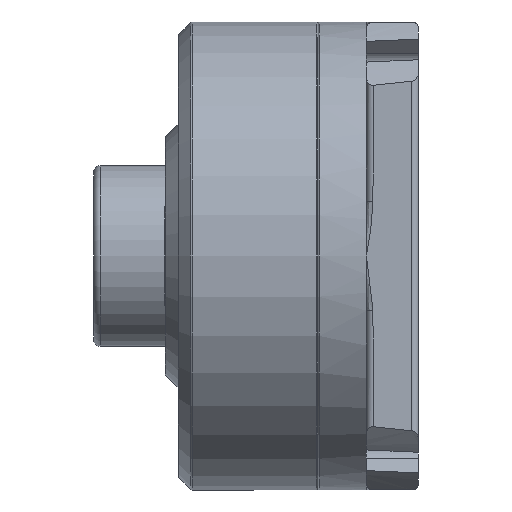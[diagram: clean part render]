
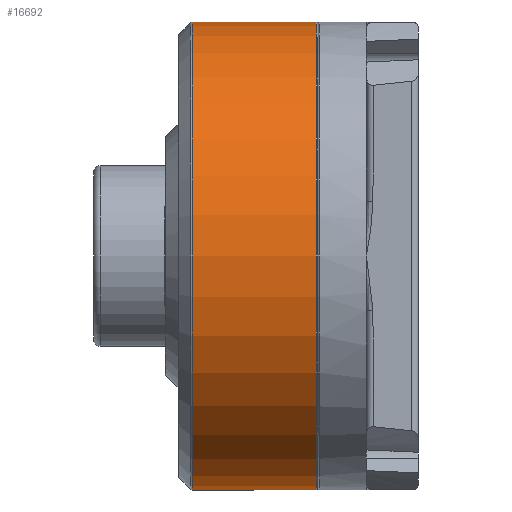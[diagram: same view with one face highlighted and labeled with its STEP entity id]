
A CAD part, left-side view. The second image highlights one B-rep face of the part: STEP entity #16692.
In plain terms, the highlighted cylindrical face has radius 72 mm (diameter 144 mm), a partial arc.
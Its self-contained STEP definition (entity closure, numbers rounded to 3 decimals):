
#232 = CIRCLE ( 'NONE', #2058, 72. ) ;
#504 = VERTEX_POINT ( 'NONE', #4301 ) ;
#685 = CARTESIAN_POINT ( 'NONE',  ( 0., 31.5, 0. ) ) ;
#1312 = CARTESIAN_POINT ( 'NONE',  ( 0., 93.188, 72. ) ) ;
#2058 = AXIS2_PLACEMENT_3D ( 'NONE', #685, #13712, #2554 ) ;
#2098 = LINE ( 'NONE', #1312, #11415 ) ;
#2554 = DIRECTION ( 'NONE',  ( 0., 0., 1. ) ) ;
#3479 = CARTESIAN_POINT ( 'NONE',  ( 0., 69.586, 0. ) ) ;
#4105 = VERTEX_POINT ( 'NONE', #5170 ) ;
#4301 = CARTESIAN_POINT ( 'NONE',  ( 0., 31.5, 72. ) ) ;
#4690 = DIRECTION ( 'NONE',  ( 0., 1., 0. ) ) ;
#4966 = EDGE_CURVE ( 'NONE', #19876, #504, #232, .T. ) ;
#5170 = CARTESIAN_POINT ( 'NONE',  ( 0., 69.586, -72. ) ) ;
#5350 = DIRECTION ( 'NONE',  ( 0., 0., 1. ) ) ;
#5907 = CARTESIAN_POINT ( 'NONE',  ( 0., 69.586, 72. ) ) ;
#6539 = AXIS2_PLACEMENT_3D ( 'NONE', #13390, #13240, #20972 ) ;
#6575 = CARTESIAN_POINT ( 'NONE',  ( 0., 93.188, -72. ) ) ;
#7174 = ORIENTED_EDGE ( 'NONE', *, *, #22929, .T. ) ;
#7948 = FACE_OUTER_BOUND ( 'NONE', #20404, .T. ) ;
#9332 = AXIS2_PLACEMENT_3D ( 'NONE', #3479, #16503, #5350 ) ;
#9947 = ORIENTED_EDGE ( 'NONE', *, *, #4966, .T. ) ;
#10585 = CYLINDRICAL_SURFACE ( 'NONE', #6539, 72. ) ;
#10654 = DIRECTION ( 'NONE',  ( 0., 1., 0. ) ) ;
#11415 = VECTOR ( 'NONE', #10654, 1000. ) ;
#12633 = EDGE_CURVE ( 'NONE', #4105, #23242, #15748, .T. ) ;
#13240 = DIRECTION ( 'NONE',  ( 0., 1., 0. ) ) ;
#13390 = CARTESIAN_POINT ( 'NONE',  ( 0., 93.188, 0. ) ) ;
#13712 = DIRECTION ( 'NONE',  ( 0., 1., 0. ) ) ;
#14330 = VECTOR ( 'NONE', #4690, 1000. ) ;
#15361 = CARTESIAN_POINT ( 'NONE',  ( 0., 31.5, -72. ) ) ;
#15748 = CIRCLE ( 'NONE', #9332, 72. ) ;
#16503 = DIRECTION ( 'NONE',  ( 0., 1., 0. ) ) ;
#16692 = ADVANCED_FACE ( 'NONE', ( #7948 ), #10585, .T. ) ;
#17279 = ORIENTED_EDGE ( 'NONE', *, *, #22752, .F. ) ;
#18717 = ORIENTED_EDGE ( 'NONE', *, *, #12633, .F. ) ;
#19269 = LINE ( 'NONE', #6575, #14330 ) ;
#19876 = VERTEX_POINT ( 'NONE', #15361 ) ;
#20404 = EDGE_LOOP ( 'NONE', ( #17279, #9947, #7174, #18717 ) ) ;
#20972 = DIRECTION ( 'NONE',  ( 0., 0., 1. ) ) ;
#22752 = EDGE_CURVE ( 'NONE', #19876, #4105, #19269, .T. ) ;
#22929 = EDGE_CURVE ( 'NONE', #504, #23242, #2098, .T. ) ;
#23242 = VERTEX_POINT ( 'NONE', #5907 ) ;
